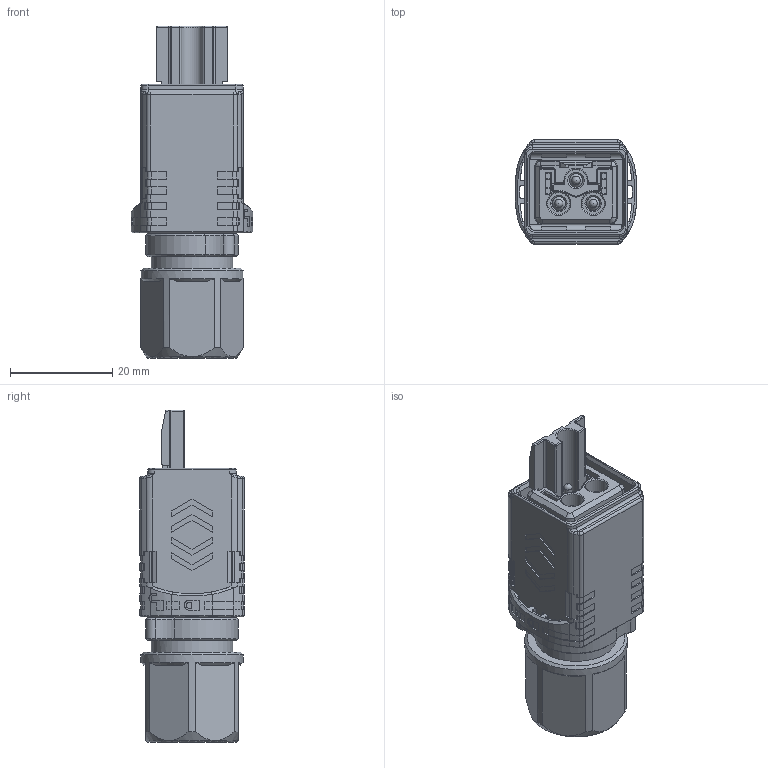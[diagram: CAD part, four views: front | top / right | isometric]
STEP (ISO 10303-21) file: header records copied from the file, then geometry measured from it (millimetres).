
FILE_DESCRIPTION(/* description */ (''),/* implementation_level */ '2;1');
FILE_NAME(/* name */ '100712576ugm000_b.stp',/* time_stamp */ '2018-08-31T14:28:00+02:00',/* author */ (''),/* organization */ (''),/* preprocessor_version */ 'ST-DEVELOPER v16.7',/* originating_system */ 'SIEMENS PLM Software NX 12.0',/* authorisation */ '');
FILE_SCHEMA (('AUTOMOTIVE_DESIGN { 1 0 10303 214 3 1 1 1 }'));
Length unit declared in the file: millimetre
Products named in the file (1): 100712576ugm000_b
Bounding box: 23.8 x 20.4 x 64.8 mm (x, y, z)
Volume: 16095.8 mm3; surface area: 12588.3 mm2
Topology: 1 solids, 9 shells, 908 faces, 2428 edges, 1543 vertices
Faces by surface type: plane 476, cylinder 287, cone 97, torus 19, bspline 17, sphere 12
Full cylindrical faces by diameter (mm): 0.8 x2, 1.2 x2, 1.6 x3, 2.08 x3, 2.6 x3, 2.68 x3, 3.05 x3, 3.15 x3, 3.2 x3, 4 x3, 4.3 x2, 10 x1, 15.88 x1, 20 x1
Entity records: 29302 total; most frequent: CARTESIAN_POINT 6580, DIRECTION 4708, ORIENTED_EDGE 4662, EDGE_CURVE 2331, AXIS2_PLACEMENT_3D 1626, VERTEX_POINT 1512, LINE 1456, VECTOR 1456
